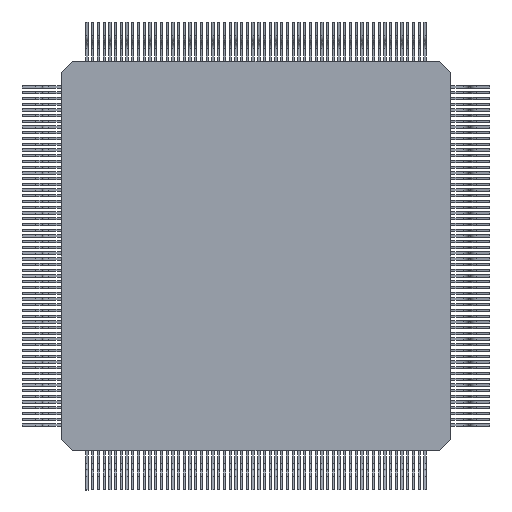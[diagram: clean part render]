
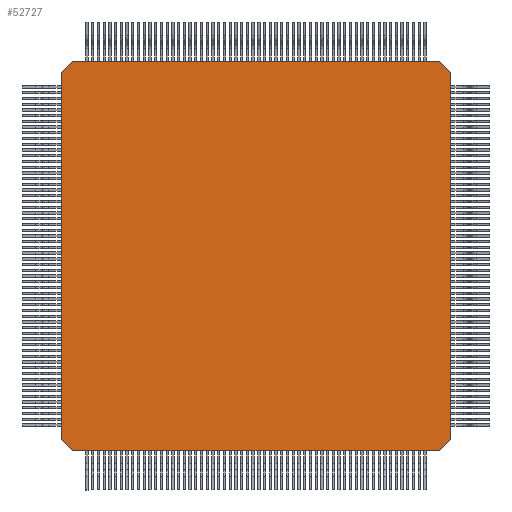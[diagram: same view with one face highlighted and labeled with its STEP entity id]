
A CAD part, front view. The second image highlights one B-rep face of the part: STEP entity #52727.
In plain terms, the highlighted planar face has unit normal (0, -1, 0).
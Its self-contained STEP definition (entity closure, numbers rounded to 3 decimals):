
#205 = ORIENTED_EDGE ( 'NONE', *, *, #86835, .F. ) ;
#1356 = CARTESIAN_POINT ( 'NONE',  ( -17., 0., -17. ) ) ;
#1753 = VECTOR ( 'NONE', #35595, 1000. ) ;
#3610 = VERTEX_POINT ( 'NONE', #53331 ) ;
#8300 = CARTESIAN_POINT ( 'NONE',  ( -17., 0., 17. ) ) ;
#12145 = LINE ( 'NONE', #14764, #30237 ) ;
#13204 = VERTEX_POINT ( 'NONE', #59725 ) ;
#14764 = CARTESIAN_POINT ( 'NONE',  ( 17., 0., 16. ) ) ;
#15668 = ORIENTED_EDGE ( 'NONE', *, *, #55803, .F. ) ;
#17767 = EDGE_LOOP ( 'NONE', ( #205, #75769, #51254, #74922, #15668, #45009, #42231, #39576 ) ) ;
#18254 = DIRECTION ( 'NONE',  ( 0.707, 0., -0.707 ) ) ;
#19884 = LINE ( 'NONE', #1356, #1753 ) ;
#21198 = AXIS2_PLACEMENT_3D ( 'NONE', #58935, #38722, #86370 ) ;
#21483 = VERTEX_POINT ( 'NONE', #41315 ) ;
#27148 = VECTOR ( 'NONE', #83270, 1000. ) ;
#27370 = CARTESIAN_POINT ( 'NONE',  ( -17., 0., -17. ) ) ;
#28487 = LINE ( 'NONE', #58601, #62558 ) ;
#29622 = LINE ( 'NONE', #50563, #65854 ) ;
#30237 = VECTOR ( 'NONE', #69225, 1000. ) ;
#30722 = CARTESIAN_POINT ( 'NONE',  ( -17., 0., 16. ) ) ;
#35595 = DIRECTION ( 'NONE',  ( -1., 0., 0. ) ) ;
#36656 = DIRECTION ( 'NONE',  ( 0., 0., -1. ) ) ;
#36671 = DIRECTION ( 'NONE',  ( -0.707, 0., -0.707 ) ) ;
#37731 = CARTESIAN_POINT ( 'NONE',  ( -16., 0., -17. ) ) ;
#38485 = CARTESIAN_POINT ( 'NONE',  ( -17., 0., -16. ) ) ;
#38722 = DIRECTION ( 'NONE',  ( 0., 1., 0. ) ) ;
#39576 = ORIENTED_EDGE ( 'NONE', *, *, #52190, .T. ) ;
#40145 = VECTOR ( 'NONE', #47580, 1000. ) ;
#40502 = EDGE_CURVE ( 'NONE', #87548, #77401, #19884, .T. ) ;
#40756 = EDGE_CURVE ( 'NONE', #3610, #77401, #49538, .T. ) ;
#41315 = CARTESIAN_POINT ( 'NONE',  ( 17., 0., -16. ) ) ;
#42231 = ORIENTED_EDGE ( 'NONE', *, *, #46792, .F. ) ;
#45009 = ORIENTED_EDGE ( 'NONE', *, *, #53681, .T. ) ;
#46792 = EDGE_CURVE ( 'NONE', #60403, #13204, #63334, .T. ) ;
#47408 = VECTOR ( 'NONE', #18254, 1000. ) ;
#47580 = DIRECTION ( 'NONE',  ( 0., 0., 1. ) ) ;
#49218 = VERTEX_POINT ( 'NONE', #30722 ) ;
#49538 = LINE ( 'NONE', #38485, #47408 ) ;
#50563 = CARTESIAN_POINT ( 'NONE',  ( 17., 0., -17. ) ) ;
#51254 = ORIENTED_EDGE ( 'NONE', *, *, #40502, .F. ) ;
#52190 = EDGE_CURVE ( 'NONE', #60403, #49218, #72730, .T. ) ;
#52727 = ADVANCED_FACE ( 'NONE', ( #86407 ), #79487, .F. ) ;
#53331 = CARTESIAN_POINT ( 'NONE',  ( -17., 0., -16. ) ) ;
#53681 = EDGE_CURVE ( 'NONE', #80655, #13204, #12145, .T. ) ;
#55803 = EDGE_CURVE ( 'NONE', #80655, #21483, #29622, .T. ) ;
#55889 = EDGE_CURVE ( 'NONE', #87548, #21483, #28487, .T. ) ;
#56157 = CARTESIAN_POINT ( 'NONE',  ( -16., 0., 17. ) ) ;
#58601 = CARTESIAN_POINT ( 'NONE',  ( 16., 0., -17. ) ) ;
#58935 = CARTESIAN_POINT ( 'NONE',  ( 0., 0., 0. ) ) ;
#59725 = CARTESIAN_POINT ( 'NONE',  ( 16., 0., 17. ) ) ;
#60402 = LINE ( 'NONE', #27370, #40145 ) ;
#60403 = VERTEX_POINT ( 'NONE', #56157 ) ;
#62558 = VECTOR ( 'NONE', #65453, 1000. ) ;
#63334 = LINE ( 'NONE', #8300, #27148 ) ;
#65453 = DIRECTION ( 'NONE',  ( 0.707, 0., 0.707 ) ) ;
#65854 = VECTOR ( 'NONE', #36656, 1000. ) ;
#69225 = DIRECTION ( 'NONE',  ( -0.707, 0., 0.707 ) ) ;
#69856 = CARTESIAN_POINT ( 'NONE',  ( 16., 0., -17. ) ) ;
#70578 = VECTOR ( 'NONE', #36671, 1000. ) ;
#72730 = LINE ( 'NONE', #84261, #70578 ) ;
#74922 = ORIENTED_EDGE ( 'NONE', *, *, #55889, .T. ) ;
#75769 = ORIENTED_EDGE ( 'NONE', *, *, #40756, .T. ) ;
#77322 = CARTESIAN_POINT ( 'NONE',  ( 17., 0., 16. ) ) ;
#77401 = VERTEX_POINT ( 'NONE', #37731 ) ;
#79487 = PLANE ( 'NONE',  #21198 ) ;
#80655 = VERTEX_POINT ( 'NONE', #77322 ) ;
#83270 = DIRECTION ( 'NONE',  ( 1., 0., 0. ) ) ;
#84261 = CARTESIAN_POINT ( 'NONE',  ( -16., 0., 17. ) ) ;
#86370 = DIRECTION ( 'NONE',  ( 0., 0., 1. ) ) ;
#86407 = FACE_OUTER_BOUND ( 'NONE', #17767, .T. ) ;
#86835 = EDGE_CURVE ( 'NONE', #3610, #49218, #60402, .T. ) ;
#87548 = VERTEX_POINT ( 'NONE', #69856 ) ;
